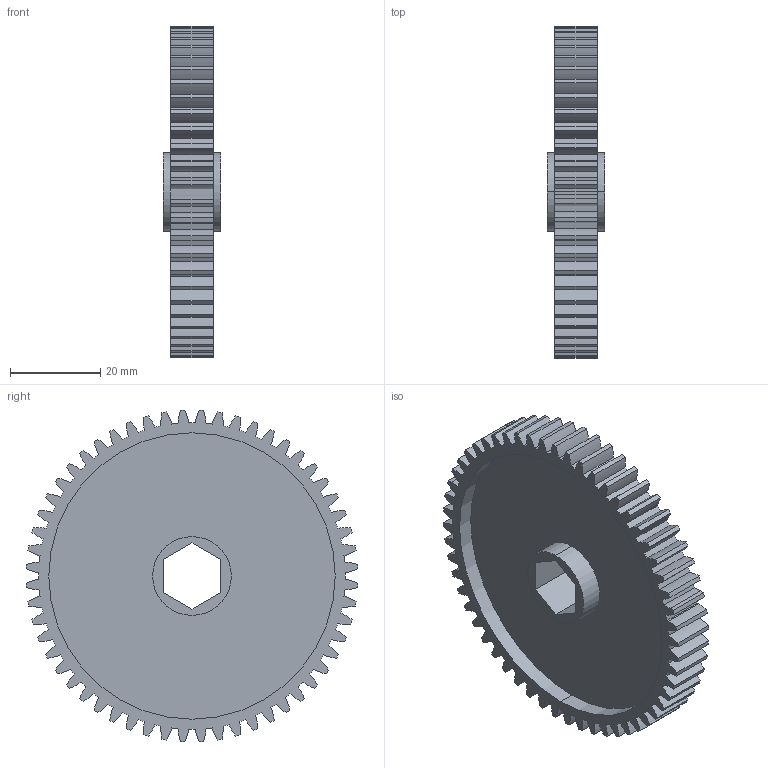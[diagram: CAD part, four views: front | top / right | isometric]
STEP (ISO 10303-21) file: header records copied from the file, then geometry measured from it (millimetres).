
FILE_DESCRIPTION (( 'STEP AP214' ), '1' );
FILE_NAME ('am-3822 56T 20DP 500hex 375 FW.STEP', '2017-11-09T01:42:02', ( '' ), ( '' ), 'SwSTEP 2.0', 'SolidWorks 2017', '' );
FILE_SCHEMA (( 'AUTOMOTIVE_DESIGN' ));
Length unit declared in the file: inch
Products named in the file (2): am-3822 56T 20DP 500hex 375 FW
Bounding box: 12.7 x 73.59 x 73.59 mm (x, y, z)
Volume: 15896.7 mm3; surface area: 14494.6 mm2
Topology: 1 solids, 1 shells, 249 faces, 729 edges, 486 vertices
Faces by surface type: cylinder 237, plane 12
Entity records: 8616 total; most frequent: DIRECTION 1705, CARTESIAN_POINT 1466, ORIENTED_EDGE 1458, EDGE_CURVE 729, AXIS2_PLACEMENT_3D 725, VERTEX_POINT 486, CIRCLE 474, EDGE_LOOP 255
